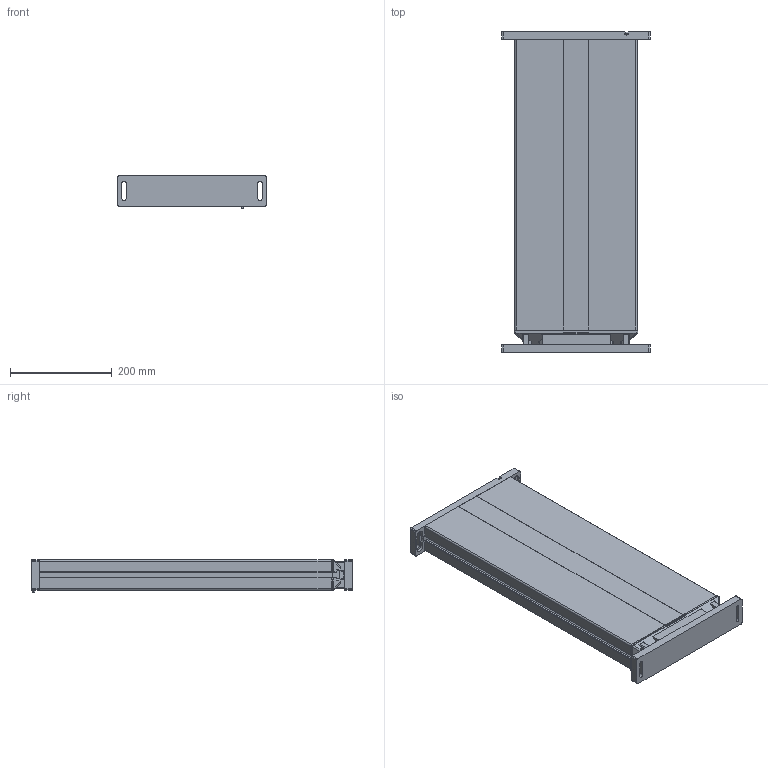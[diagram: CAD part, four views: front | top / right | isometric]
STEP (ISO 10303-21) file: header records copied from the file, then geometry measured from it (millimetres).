
FILE_DESCRIPTION(('STEP AP214'),'1');
FILE_NAME('cctmp_6149F4D9-0E04-4D9F-8CB4-FC74C2B58738_2023_04_19_14_30_04_0112_16236..stp','2023-04-19T12:30:04',('Bosch Rexroth AG'),('CADClick - www.CADClick.com'),'Spatial InterOp 3D',' ','unknown authorization - (Healing Option Enabled)');
FILE_SCHEMA(('AUTOMOTIVE_DESIGN'));
Length unit declared in the file: millimetre
Products named in the file (2): 1; 2
Bounding box: 292 x 630 x 66.27 mm (x, y, z)
Volume: 7649503.4 mm3; surface area: 1326973.5 mm2
Topology: 2 solids, 2 shells, 515 faces, 1453 edges, 949 vertices
Faces by surface type: plane 420, cylinder 79, torus 12, cone 4
Entity records: 20670 total; most frequent: CARTESIAN_POINT 3024, ORIENTED_EDGE 2906, DIRECTION 2659, EDGE_CURVE 1453, LINE 1271, VECTOR 1271, VERTEX_POINT 949, AXIS2_PLACEMENT_3D 694
